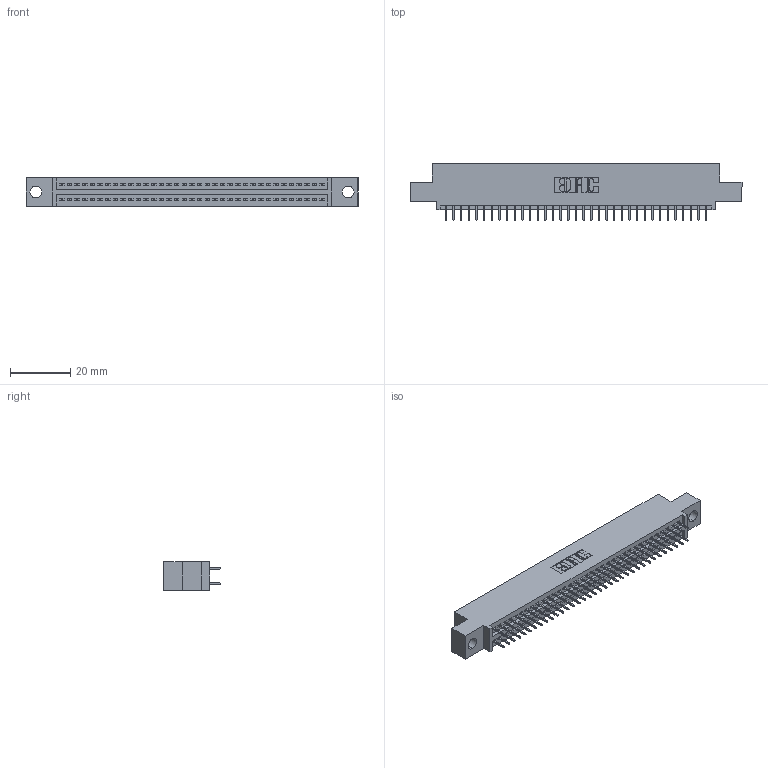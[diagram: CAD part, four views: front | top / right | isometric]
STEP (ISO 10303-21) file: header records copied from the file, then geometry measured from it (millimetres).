
FILE_DESCRIPTION (( 'STEP AP203' ), '1' );
FILE_NAME ('395-070-525-504.STEP', '2020-09-25T05:39:42', ( '' ), ( '' ), 'SwSTEP 2.0', 'SolidWorks 2020', '' );
FILE_SCHEMA (( 'CONFIG_CONTROL_DESIGN' ));
Length unit declared in the file: inch
Products named in the file (3): 345-292-001_345-293-125; 345 Part_0.110 Offset - 0.156 Dia-TH; 395-070-525-504
Assembly tree (71 placements, depth 2):
  395-070-525-504
    345 Part_0.110 Offset - 0.156 Dia-TH
    345-292-001_345-293-125  x70
Bounding box: 110.11 x 18.72 x 9.4 mm (x, y, z)
Volume: 10354.7 mm3; surface area: 14731.2 mm2
Topology: 71 solids, 71 shells, 3910 faces, 11063 edges, 7094 vertices
Faces by surface type: plane 2814, cylinder 1096
Entity records: 28613 total; most frequent: CARTESIAN_POINT 4804, ORIENTED_EDGE 4738, DIRECTION 4245, EDGE_CURVE 2369, VECTOR 2101, LINE 2101, VERTEX_POINT 1574, AXIS2_PLACEMENT_3D 1072
